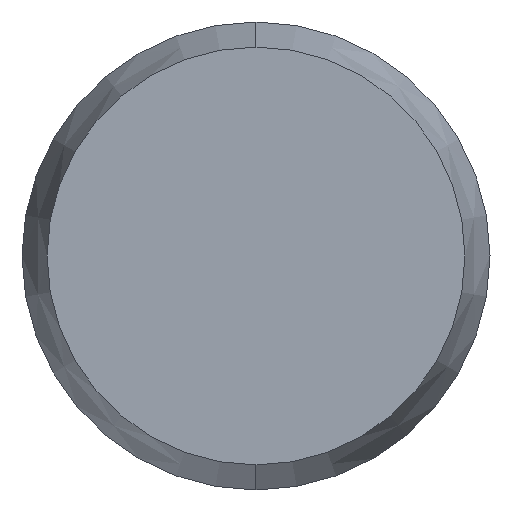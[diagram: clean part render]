
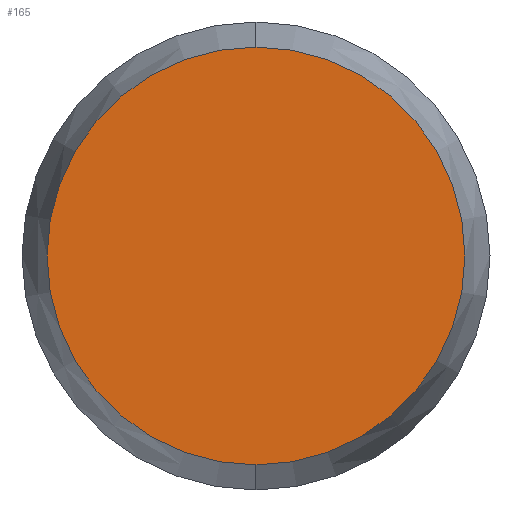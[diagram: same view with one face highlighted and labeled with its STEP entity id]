
A CAD part, left-side view. The second image highlights one B-rep face of the part: STEP entity #165.
In plain terms, the highlighted planar face has unit normal (-1, 0, 0).
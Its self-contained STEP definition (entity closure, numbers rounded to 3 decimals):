
#25 = AXIS2_PLACEMENT_3D ( 'NONE', #268, #30, #29 ) ;
#29 = DIRECTION ( 'NONE',  ( 0., 0., 1. ) ) ;
#30 = DIRECTION ( 'NONE',  ( -1., 0., 0. ) ) ;
#49 = VERTEX_POINT ( 'NONE', #112 ) ;
#56 = CIRCLE ( 'NONE', #25, 2.678 ) ;
#70 = VERTEX_POINT ( 'NONE', #127 ) ;
#96 = DIRECTION ( 'NONE',  ( 0., 0., 1. ) ) ;
#112 = CARTESIAN_POINT ( 'NONE',  ( -15., 0., -2.678 ) ) ;
#116 = ORIENTED_EDGE ( 'NONE', *, *, #155, .T. ) ;
#127 = CARTESIAN_POINT ( 'NONE',  ( -15., 0., 2.678 ) ) ;
#128 = FACE_OUTER_BOUND ( 'NONE', #226, .T. ) ;
#140 = ORIENTED_EDGE ( 'NONE', *, *, #220, .T. ) ;
#141 = AXIS2_PLACEMENT_3D ( 'NONE', #271, #249, #189 ) ;
#147 = AXIS2_PLACEMENT_3D ( 'NONE', #265, #206, #96 ) ;
#154 = CIRCLE ( 'NONE', #141, 2.678 ) ;
#155 = EDGE_CURVE ( 'NONE', #49, #70, #56, .T. ) ;
#165 = ADVANCED_FACE ( 'NONE', ( #128 ), #227, .T. ) ;
#189 = DIRECTION ( 'NONE',  ( 0., 0., 1. ) ) ;
#206 = DIRECTION ( 'NONE',  ( -1., 0., 0. ) ) ;
#220 = EDGE_CURVE ( 'NONE', #70, #49, #154, .T. ) ;
#226 = EDGE_LOOP ( 'NONE', ( #140, #116 ) ) ;
#227 = PLANE ( 'NONE',  #147 ) ;
#249 = DIRECTION ( 'NONE',  ( -1., 0., 0. ) ) ;
#265 = CARTESIAN_POINT ( 'NONE',  ( -15., 0., 0. ) ) ;
#268 = CARTESIAN_POINT ( 'NONE',  ( -15., 0., 0. ) ) ;
#271 = CARTESIAN_POINT ( 'NONE',  ( -15., 0., 0. ) ) ;
